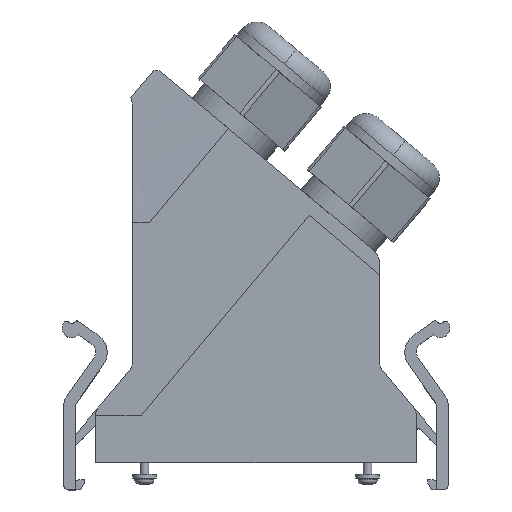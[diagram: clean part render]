
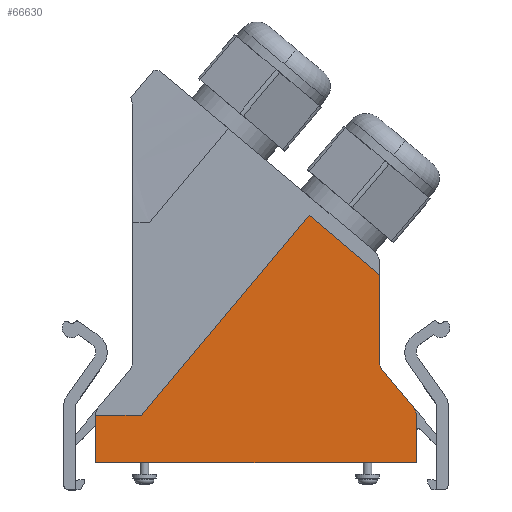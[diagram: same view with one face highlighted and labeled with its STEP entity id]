
A CAD part, top view. The second image highlights one B-rep face of the part: STEP entity #66630.
In plain terms, the highlighted face is planar.
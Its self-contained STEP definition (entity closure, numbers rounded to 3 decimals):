
#21130=CARTESIAN_POINT('',(-213.061,248.316,32.638
));
#21140=VERTEX_POINT('',#21130);
#21190=CARTESIAN_POINT('',(-213.061,0.,243.386));
#21200=DIRECTION('',(0.,-0.762,0.647));
#21210=VECTOR('',#21200,1.);
#21220=LINE('',#21190,#21210);
#21230=CARTESIAN_POINT('',(-213.061,233.502,45.211
));
#21240=VERTEX_POINT('',#21230);
#21250=EDGE_CURVE('',#21140,#21240,#21220,.T.);
#27140=CARTESIAN_POINT('',(-213.061,248.316,14.427
));
#27150=VERTEX_POINT('',#27140);
#27180=CARTESIAN_POINT('',(-213.061,248.316,0.));
#27190=DIRECTION('',(0.,0.,-1.));
#27200=VECTOR('',#27190,1.);
#27210=LINE('',#27180,#27200);
#27220=EDGE_CURVE('',#21140,#27150,#27210,.T.);
#34130=CARTESIAN_POINT('',(-213.061,188.519,-6.965));
#34140=VERTEX_POINT('',#34130);
#34170=CARTESIAN_POINT('',(-213.061,0.,-6.965));
#34180=DIRECTION('',(0.,1.,0.));
#34190=VECTOR('',#34180,1.);
#34200=LINE('',#34170,#34190);
#34210=CARTESIAN_POINT('',(-213.061,256.119,-6.965));
#34220=VERTEX_POINT('',#34210);
#34230=EDGE_CURVE('',#34140,#34220,#34200,.T.);
#55540=CARTESIAN_POINT('',(-213.061,249.018,12.498
));
#55550=VERTEX_POINT('',#55540);
#55580=CARTESIAN_POINT('',(-213.061,251.316,14.427
));
#55590=DIRECTION('',(1.,0.,0.));
#55600=DIRECTION('',(0.,-1.,0.));
#55610=AXIS2_PLACEMENT_3D('',#55580,#55590,#55600);
#55620=CIRCLE('',#55610,3.);
#55630=EDGE_CURVE('',#27150,#55550,#55620,.T.);
#56490=CARTESIAN_POINT('',(-213.061,255.417,4.872
));
#56500=VERTEX_POINT('',#56490);
#56530=CARTESIAN_POINT('',(-213.061,259.505,0.));
#56540=DIRECTION('',(0.,0.643,-0.766));
#56550=VECTOR('',#56540,1.);
#56560=LINE('',#56530,#56550);
#56570=EDGE_CURVE('',#55550,#56500,#56560,.T.);
#57200=CARTESIAN_POINT('',(-213.061,256.119,2.944));
#57210=VERTEX_POINT('',#57200);
#57240=CARTESIAN_POINT('',(-213.061,253.119,2.944));
#57250=DIRECTION('',(1.,0.,0.));
#57260=DIRECTION('',(0.,-1.,0.));
#57270=AXIS2_PLACEMENT_3D('',#57240,#57250,#57260);
#57280=CIRCLE('',#57270,3.);
#57290=EDGE_CURVE('',#57210,#56500,#57280,.T.);
#57660=CARTESIAN_POINT('',(-213.061,195.565,0.));
#57670=DIRECTION('',(0.,0.643,0.766));
#57680=VECTOR('',#57670,1.);
#57690=LINE('',#57660,#57680);
#57700=CARTESIAN_POINT('',(-213.061,198.112,3.035
));
#57710=VERTEX_POINT('',#57700);
#57720=EDGE_CURVE('',#57710,#21240,#57690,.T.);
#58760=CARTESIAN_POINT('',(-213.061,256.119,0.));
#58770=DIRECTION('',(0.,0.,-1.));
#58780=VECTOR('',#58770,1.);
#58790=LINE('',#58760,#58780);
#58800=EDGE_CURVE('',#57210,#34220,#58790,.T.);
#66250=CARTESIAN_POINT('',(-213.061,245.487,31.395
));
#66260=DIRECTION('',(1.,0.,0.));
#66270=DIRECTION('',(0.,1.,0.));
#66280=AXIS2_PLACEMENT_3D('',#66250,#66260,#66270);
#66290=PLANE('',#66280);
#66300=ORIENTED_EDGE('',*,*,#55630,.F.);
#66310=ORIENTED_EDGE('',*,*,#56570,.F.);
#66320=ORIENTED_EDGE('',*,*,#57290,.T.);
#66330=ORIENTED_EDGE('',*,*,#58800,.F.);
#66340=ORIENTED_EDGE('',*,*,#34230,.T.);
#66350=CARTESIAN_POINT('',(-213.061,188.519,0.));
#66360=DIRECTION('',(0.,0.,1.));
#66370=VECTOR('',#66360,1.);
#66380=LINE('',#66350,#66370);
#66390=CARTESIAN_POINT('',(-213.061,188.519,2.944));
#66400=VERTEX_POINT('',#66390);
#66410=EDGE_CURVE('',#34140,#66400,#66380,.T.);
#66420=ORIENTED_EDGE('',*,*,#66410,.F.);
#66430=CARTESIAN_POINT('',(-213.061,191.519,2.944));
#66440=DIRECTION('',(-1.,0.,0.));
#66450=DIRECTION('',(0.,-1.,0.));
#66460=AXIS2_PLACEMENT_3D('',#66430,#66440,#66450);
#66470=CIRCLE('',#66460,3.);
#66480=CARTESIAN_POINT('',(-213.061,188.521,3.035
));
#66490=VERTEX_POINT('',#66480);
#66500=EDGE_CURVE('',#66400,#66490,#66470,.T.);
#66510=ORIENTED_EDGE('',*,*,#66500,.F.);
#66520=CARTESIAN_POINT('',(-213.061,0.,3.035));
#66530=DIRECTION('',(0.,1.,0.));
#66540=VECTOR('',#66530,1.);
#66550=LINE('',#66520,#66540);
#66560=EDGE_CURVE('',#66490,#57710,#66550,.T.);
#66570=ORIENTED_EDGE('',*,*,#66560,.F.);
#66580=ORIENTED_EDGE('',*,*,#57720,.F.);
#66590=ORIENTED_EDGE('',*,*,#21250,.T.);
#66600=ORIENTED_EDGE('',*,*,#27220,.F.);
#66610=EDGE_LOOP('',(#66600,#66590,#66580,#66570,#66510,#66420,#66340,
#66330,#66320,#66310,#66300));
#66620=FACE_OUTER_BOUND('',#66610,.T.);
#66630=ADVANCED_FACE('',(#66620),#66290,.T.);
